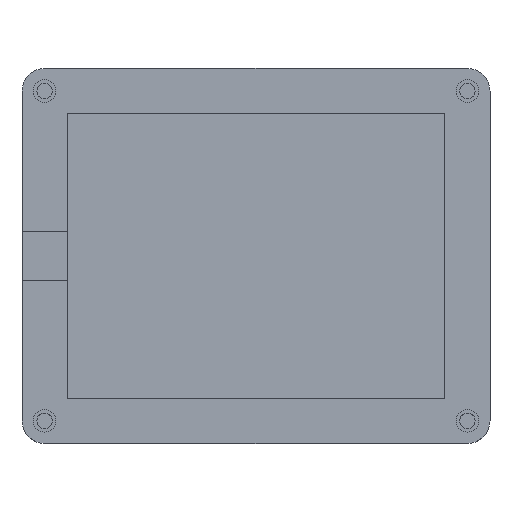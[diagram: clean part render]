
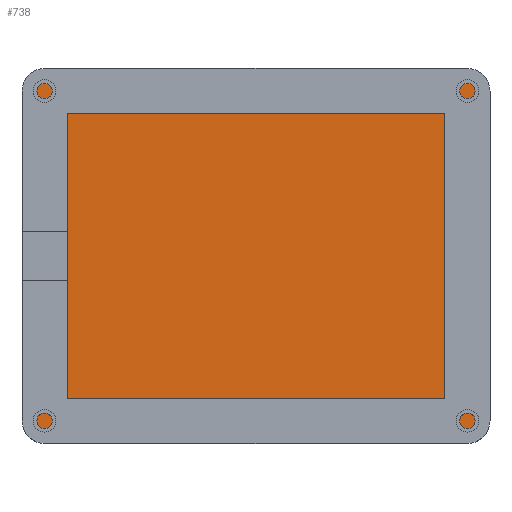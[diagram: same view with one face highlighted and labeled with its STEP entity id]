
A CAD part, top view. The second image highlights one B-rep face of the part: STEP entity #738.
In plain terms, the highlighted planar face has unit normal (0, 0, 1).
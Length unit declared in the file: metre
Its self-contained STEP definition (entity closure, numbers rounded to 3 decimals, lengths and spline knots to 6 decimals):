
#46=CIRCLE('',#863,0.005);
#47=CIRCLE('',#864,0.005);
#48=CIRCLE('',#865,0.005);
#49=CIRCLE('',#866,0.005);
#106=ORIENTED_EDGE('',*,*,#288,.F.);
#107=ORIENTED_EDGE('',*,*,#294,.T.);
#108=ORIENTED_EDGE('',*,*,#274,.F.);
#109=ORIENTED_EDGE('',*,*,#295,.T.);
#110=ORIENTED_EDGE('',*,*,#278,.T.);
#111=ORIENTED_EDGE('',*,*,#296,.T.);
#112=ORIENTED_EDGE('',*,*,#282,.T.);
#113=ORIENTED_EDGE('',*,*,#297,.T.);
#274=EDGE_CURVE('',#370,#371,#442,.T.);
#278=EDGE_CURVE('',#374,#375,#446,.T.);
#282=EDGE_CURVE('',#378,#379,#450,.T.);
#288=EDGE_CURVE('',#384,#385,#456,.T.);
#294=EDGE_CURVE('',#384,#371,#46,.T.);
#295=EDGE_CURVE('',#370,#374,#47,.T.);
#296=EDGE_CURVE('',#375,#378,#48,.T.);
#297=EDGE_CURVE('',#379,#385,#49,.T.);
#370=VERTEX_POINT('',#1190);
#371=VERTEX_POINT('',#1191);
#374=VERTEX_POINT('',#1199);
#375=VERTEX_POINT('',#1200);
#378=VERTEX_POINT('',#1208);
#379=VERTEX_POINT('',#1209);
#384=VERTEX_POINT('',#1220);
#385=VERTEX_POINT('',#1222);
#442=LINE('',#1189,#498);
#446=LINE('',#1198,#502);
#450=LINE('',#1207,#506);
#456=LINE('',#1221,#512);
#498=VECTOR('',#949,1.);
#502=VECTOR('',#955,1.);
#506=VECTOR('',#961,1.);
#512=VECTOR('',#969,1.);
#559=EDGE_LOOP('',(#106,#107,#108,#109,#110,#111,#112,#113));
#635=FACE_BOUND('',#559,.T.);
#711=PLANE('',#862);
#738=ADVANCED_FACE('',(#635),#711,.T.);
#862=AXIS2_PLACEMENT_3D('',#1229,#981,#982);
#863=AXIS2_PLACEMENT_3D('',#1230,#983,#984);
#864=AXIS2_PLACEMENT_3D('',#1231,#985,#986);
#865=AXIS2_PLACEMENT_3D('',#1232,#987,#988);
#866=AXIS2_PLACEMENT_3D('',#1233,#989,#990);
#949=DIRECTION('',(-1.,0.,0.));
#955=DIRECTION('',(0.,1.,0.));
#961=DIRECTION('',(-1.,0.,0.));
#969=DIRECTION('',(0.,1.,0.));
#981=DIRECTION('',(0.,0.,1.));
#982=DIRECTION('',(1.,0.,0.));
#983=DIRECTION('',(0.,0.,1.));
#984=DIRECTION('',(1.,0.,0.));
#985=DIRECTION('',(0.,0.,1.));
#986=DIRECTION('',(1.,0.,0.));
#987=DIRECTION('',(0.,0.,1.));
#988=DIRECTION('',(1.,0.,0.));
#989=DIRECTION('',(0.,0.,1.));
#990=DIRECTION('',(1.,0.,0.));
#1189=CARTESIAN_POINT('',(0.,-0.041455,0.));
#1190=CARTESIAN_POINT('',(0.046735,-0.041455,0.));
#1191=CARTESIAN_POINT('',(-0.046735,-0.041455,0.));
#1198=CARTESIAN_POINT('',(0.051735,0.,0.));
#1199=CARTESIAN_POINT('',(0.051735,-0.036455,0.));
#1200=CARTESIAN_POINT('',(0.051735,0.036455,0.));
#1207=CARTESIAN_POINT('',(0.,0.041455,0.));
#1208=CARTESIAN_POINT('',(0.046735,0.041455,0.));
#1209=CARTESIAN_POINT('',(-0.046735,0.041455,0.));
#1220=CARTESIAN_POINT('',(-0.051735,-0.036455,0.));
#1221=CARTESIAN_POINT('',(-0.051735,0.,0.));
#1222=CARTESIAN_POINT('',(-0.051735,0.036455,0.));
#1229=CARTESIAN_POINT('',(0.,0.,0.));
#1230=CARTESIAN_POINT('',(-0.046735,-0.036455,0.));
#1231=CARTESIAN_POINT('',(0.046735,-0.036455,0.));
#1232=CARTESIAN_POINT('',(0.046735,0.036455,0.));
#1233=CARTESIAN_POINT('',(-0.046735,0.036455,0.));
